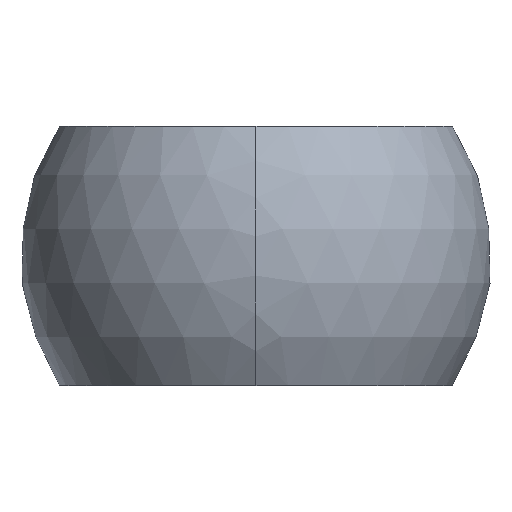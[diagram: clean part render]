
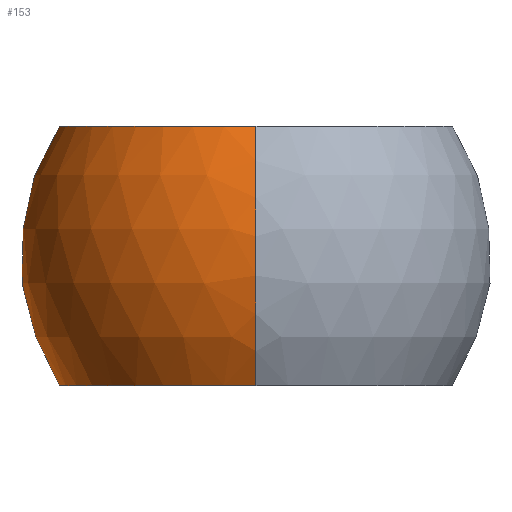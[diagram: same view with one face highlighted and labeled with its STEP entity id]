
A CAD part, left-side view. The second image highlights one B-rep face of the part: STEP entity #153.
In plain terms, the highlighted spherical face has radius 20 mm.
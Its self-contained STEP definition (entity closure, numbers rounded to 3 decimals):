
#129=EDGE_CURVE('',#265,#177,#319,.T.);
#153=ADVANCED_FACE('',(#346),#347,.T.);
#165=VERTEX_POINT('',#359);
#173=EDGE_CURVE('',#177,#277,#367,.T.);
#175=EDGE_CURVE('',#165,#265,#369,.T.);
#177=VERTEX_POINT('',#371);
#181=EDGE_CURVE('',#277,#165,#376,.T.);
#265=VERTEX_POINT('',#473);
#277=VERTEX_POINT('',#485);
#319=CIRCLE('',#524,16.703);
#346=FACE_OUTER_BOUND('',#604,.T.);
#347=SPHERICAL_SURFACE('',#605,20.0);
#359=CARTESIAN_POINT('',(12.954,10.545,-11.0));
#367=CIRCLE('',#638,20.0);
#369=CIRCLE('',#641,15.238);
#371=CARTESIAN_POINT('',(-16.703,0.,11.0));
#376=CIRCLE('',#649,16.703);
#473=CARTESIAN_POINT('',(12.954,10.545,11.0));
#485=CARTESIAN_POINT('',(-16.703,0.,-11.0));
#524=AXIS2_PLACEMENT_3D('',#952,#953,#954);
#604=EDGE_LOOP('',(#982,#983,#984,#985));
#605=AXIS2_PLACEMENT_3D('',#986,#987,#988);
#638=AXIS2_PLACEMENT_3D('',#1005,#1006,#1007);
#641=AXIS2_PLACEMENT_3D('',#1008,#1009,#1010);
#649=AXIS2_PLACEMENT_3D('',#1019,#1020,#1021);
#952=CARTESIAN_POINT('',(0.0,0.0,11.0));
#953=DIRECTION('',(0.0,-0.0,1.0));
#954=DIRECTION('',(0.0,1.0,0.0));
#982=ORIENTED_EDGE('',*,*,#173,.F.);
#983=ORIENTED_EDGE('',*,*,#129,.F.);
#984=ORIENTED_EDGE('',*,*,#175,.F.);
#985=ORIENTED_EDGE('',*,*,#181,.F.);
#986=CARTESIAN_POINT('',(0.0,0.0,0.0));
#987=DIRECTION('',(0.0,0.0,1.0));
#988=DIRECTION('',(1.0,0.0,0.0));
#1005=CARTESIAN_POINT('',(0.0,0.0,0.0));
#1006=DIRECTION('',(0.,-1.0,0.0));
#1007=DIRECTION('',(0.0,0.0,1.0));
#1008=CARTESIAN_POINT('',(12.954,0.0,0.0));
#1009=DIRECTION('',(1.0,0.0,0.0));
#1010=DIRECTION('',(0.0,1.0,0.0));
#1019=CARTESIAN_POINT('',(0.0,0.0,-11.0));
#1020=DIRECTION('',(-0.0,-0.0,-1.0));
#1021=DIRECTION('',(0.0,-1.0,0.0));
